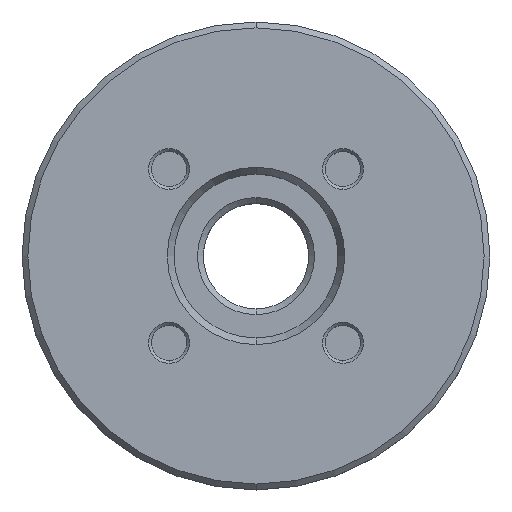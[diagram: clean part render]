
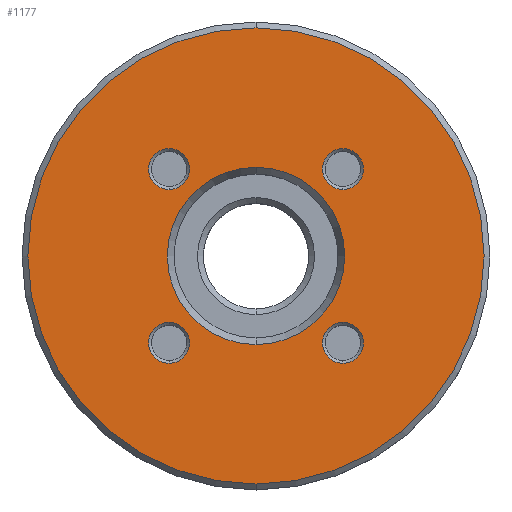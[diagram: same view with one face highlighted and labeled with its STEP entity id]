
A CAD part, top view. The second image highlights one B-rep face of the part: STEP entity #1177.
In plain terms, the highlighted planar face has unit normal (0, 0, 1).
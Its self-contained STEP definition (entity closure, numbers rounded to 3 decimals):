
#1 = EDGE_LOOP ( 'NONE', ( #1211, #323 ) ) ;
#13 = CARTESIAN_POINT ( 'NONE',  ( -14.849, -14.849, 38. ) ) ;
#32 = DIRECTION ( 'NONE',  ( 0., 0., 1. ) ) ;
#34 = CIRCLE ( 'NONE', #966, 3.5 ) ;
#46 = VERTEX_POINT ( 'NONE', #1466 ) ;
#50 = FACE_BOUND ( 'NONE', #118, .T. ) ;
#53 = ORIENTED_EDGE ( 'NONE', *, *, #1460, .T. ) ;
#103 = CARTESIAN_POINT ( 'NONE',  ( 0., 0., 38. ) ) ;
#118 = EDGE_LOOP ( 'NONE', ( #1094, #1496 ) ) ;
#136 = EDGE_CURVE ( 'NONE', #1192, #877, #34, .T. ) ;
#147 = VERTEX_POINT ( 'NONE', #1118 ) ;
#152 = ORIENTED_EDGE ( 'NONE', *, *, #1226, .T. ) ;
#174 = DIRECTION ( 'NONE',  ( 0., 0., -1. ) ) ;
#179 = FACE_BOUND ( 'NONE', #400, .T. ) ;
#238 = VERTEX_POINT ( 'NONE', #523 ) ;
#261 = AXIS2_PLACEMENT_3D ( 'NONE', #710, #1093, #592 ) ;
#274 = CARTESIAN_POINT ( 'NONE',  ( 0., 0., 38. ) ) ;
#300 = FACE_BOUND ( 'NONE', #1397, .T. ) ;
#323 = ORIENTED_EDGE ( 'NONE', *, *, #471, .F. ) ;
#331 = ORIENTED_EDGE ( 'NONE', *, *, #1013, .F. ) ;
#357 = CARTESIAN_POINT ( 'NONE',  ( -14.849, -11.349, 38. ) ) ;
#370 = CARTESIAN_POINT ( 'NONE',  ( 0., 0., 38. ) ) ;
#378 = CIRCLE ( 'NONE', #1253, 3.5 ) ;
#379 = CIRCLE ( 'NONE', #902, 39. ) ;
#386 = DIRECTION ( 'NONE',  ( 0., 0., 1. ) ) ;
#394 = CARTESIAN_POINT ( 'NONE',  ( 0., 0., 38. ) ) ;
#397 = ORIENTED_EDGE ( 'NONE', *, *, #136, .F. ) ;
#400 = EDGE_LOOP ( 'NONE', ( #1418, #331 ) ) ;
#405 = DIRECTION ( 'NONE',  ( 0., -1., 0. ) ) ;
#457 = AXIS2_PLACEMENT_3D ( 'NONE', #394, #386, #879 ) ;
#471 = EDGE_CURVE ( 'NONE', #681, #1087, #1097, .T. ) ;
#479 = AXIS2_PLACEMENT_3D ( 'NONE', #603, #1417, #1181 ) ;
#484 = VERTEX_POINT ( 'NONE', #1075 ) ;
#523 = CARTESIAN_POINT ( 'NONE',  ( 0., -15.155, 38. ) ) ;
#533 = AXIS2_PLACEMENT_3D ( 'NONE', #949, #634, #1309 ) ;
#567 = DIRECTION ( 'NONE',  ( 0., 0., 1. ) ) ;
#584 = CARTESIAN_POINT ( 'NONE',  ( 14.849, -14.849, 38. ) ) ;
#585 = ORIENTED_EDGE ( 'NONE', *, *, #861, .T. ) ;
#592 = DIRECTION ( 'NONE',  ( 0., -1., 0. ) ) ;
#603 = CARTESIAN_POINT ( 'NONE',  ( -14.849, 14.849, 38. ) ) ;
#628 = PLANE ( 'NONE',  #457 ) ;
#634 = DIRECTION ( 'NONE',  ( 0., 0., -1. ) ) ;
#635 = VERTEX_POINT ( 'NONE', #1336 ) ;
#656 = AXIS2_PLACEMENT_3D ( 'NONE', #103, #699, #1172 ) ;
#681 = VERTEX_POINT ( 'NONE', #944 ) ;
#682 = AXIS2_PLACEMENT_3D ( 'NONE', #13, #1310, #717 ) ;
#699 = DIRECTION ( 'NONE',  ( 0., 0., 1. ) ) ;
#706 = AXIS2_PLACEMENT_3D ( 'NONE', #370, #174, #1002 ) ;
#710 = CARTESIAN_POINT ( 'NONE',  ( -14.849, -14.849, 38. ) ) ;
#717 = DIRECTION ( 'NONE',  ( 0., -1., 0. ) ) ;
#720 = DIRECTION ( 'NONE',  ( 0., -1., 0. ) ) ;
#765 = DIRECTION ( 'NONE',  ( 0., -1., 0. ) ) ;
#766 = CARTESIAN_POINT ( 'NONE',  ( 0., 15.155, 38. ) ) ;
#792 = CARTESIAN_POINT ( 'NONE',  ( 14.849, -11.349, 38. ) ) ;
#806 = CIRCLE ( 'NONE', #533, 15.155 ) ;
#813 = DIRECTION ( 'NONE',  ( 0., -1., 0. ) ) ;
#815 = CARTESIAN_POINT ( 'NONE',  ( 14.849, -14.849, 38. ) ) ;
#852 = EDGE_CURVE ( 'NONE', #1326, #147, #1483, .T. ) ;
#861 = EDGE_CURVE ( 'NONE', #635, #46, #972, .T. ) ;
#877 = VERTEX_POINT ( 'NONE', #1027 ) ;
#879 = DIRECTION ( 'NONE',  ( 0., -1., 0. ) ) ;
#887 = FACE_BOUND ( 'NONE', #1, .T. ) ;
#902 = AXIS2_PLACEMENT_3D ( 'NONE', #274, #1486, #405 ) ;
#936 = ORIENTED_EDGE ( 'NONE', *, *, #1134, .T. ) ;
#944 = CARTESIAN_POINT ( 'NONE',  ( 14.849, 18.349, 38. ) ) ;
#945 = CIRCLE ( 'NONE', #479, 3.5 ) ;
#949 = CARTESIAN_POINT ( 'NONE',  ( 0., 0., 38. ) ) ;
#966 = AXIS2_PLACEMENT_3D ( 'NONE', #988, #32, #765 ) ;
#972 = CIRCLE ( 'NONE', #656, 39. ) ;
#982 = CARTESIAN_POINT ( 'NONE',  ( -14.849, 11.349, 38. ) ) ;
#988 = CARTESIAN_POINT ( 'NONE',  ( -14.849, 14.849, 38. ) ) ;
#999 = CIRCLE ( 'NONE', #261, 3.5 ) ;
#1001 = AXIS2_PLACEMENT_3D ( 'NONE', #1410, #567, #813 ) ;
#1002 = DIRECTION ( 'NONE',  ( 0., -1., 0. ) ) ;
#1006 = EDGE_CURVE ( 'NONE', #877, #1192, #945, .T. ) ;
#1013 = EDGE_CURVE ( 'NONE', #1041, #484, #1353, .T. ) ;
#1024 = EDGE_CURVE ( 'NONE', #147, #1326, #378, .T. ) ;
#1027 = CARTESIAN_POINT ( 'NONE',  ( -14.849, 18.349, 38. ) ) ;
#1041 = VERTEX_POINT ( 'NONE', #357 ) ;
#1054 = DIRECTION ( 'NONE',  ( 0., -1., 0. ) ) ;
#1075 = CARTESIAN_POINT ( 'NONE',  ( -14.849, -18.349, 38. ) ) ;
#1087 = VERTEX_POINT ( 'NONE', #1303 ) ;
#1090 = EDGE_CURVE ( 'NONE', #484, #1041, #999, .T. ) ;
#1093 = DIRECTION ( 'NONE',  ( 0., 0., 1. ) ) ;
#1094 = ORIENTED_EDGE ( 'NONE', *, *, #1024, .F. ) ;
#1097 = CIRCLE ( 'NONE', #1401, 3.5 ) ;
#1102 = CIRCLE ( 'NONE', #706, 15.155 ) ;
#1118 = CARTESIAN_POINT ( 'NONE',  ( 14.849, -18.349, 38. ) ) ;
#1124 = EDGE_LOOP ( 'NONE', ( #585, #152 ) ) ;
#1134 = EDGE_CURVE ( 'NONE', #1247, #238, #1102, .T. ) ;
#1163 = DIRECTION ( 'NONE',  ( 0., 0., 1. ) ) ;
#1172 = DIRECTION ( 'NONE',  ( 0., -1., 0. ) ) ;
#1174 = CIRCLE ( 'NONE', #1001, 3.5 ) ;
#1177 = ADVANCED_FACE ( 'NONE', ( #1366, #1246, #300, #179, #50, #887 ), #628, .T. ) ;
#1181 = DIRECTION ( 'NONE',  ( 0., -1., 0. ) ) ;
#1192 = VERTEX_POINT ( 'NONE', #982 ) ;
#1210 = DIRECTION ( 'NONE',  ( 0., -1., 0. ) ) ;
#1211 = ORIENTED_EDGE ( 'NONE', *, *, #1408, .F. ) ;
#1224 = AXIS2_PLACEMENT_3D ( 'NONE', #815, #1294, #1054 ) ;
#1226 = EDGE_CURVE ( 'NONE', #46, #635, #379, .T. ) ;
#1241 = EDGE_LOOP ( 'NONE', ( #53, #936 ) ) ;
#1246 = FACE_OUTER_BOUND ( 'NONE', #1124, .T. ) ;
#1247 = VERTEX_POINT ( 'NONE', #766 ) ;
#1253 = AXIS2_PLACEMENT_3D ( 'NONE', #584, #1427, #1210 ) ;
#1284 = CARTESIAN_POINT ( 'NONE',  ( 14.849, 14.849, 38. ) ) ;
#1294 = DIRECTION ( 'NONE',  ( 0., 0., 1. ) ) ;
#1303 = CARTESIAN_POINT ( 'NONE',  ( 14.849, 11.349, 38. ) ) ;
#1309 = DIRECTION ( 'NONE',  ( 0., -1., 0. ) ) ;
#1310 = DIRECTION ( 'NONE',  ( 0., 0., 1. ) ) ;
#1326 = VERTEX_POINT ( 'NONE', #792 ) ;
#1336 = CARTESIAN_POINT ( 'NONE',  ( 0., 39., 38. ) ) ;
#1353 = CIRCLE ( 'NONE', #682, 3.5 ) ;
#1366 = FACE_BOUND ( 'NONE', #1241, .T. ) ;
#1374 = ORIENTED_EDGE ( 'NONE', *, *, #1006, .F. ) ;
#1397 = EDGE_LOOP ( 'NONE', ( #397, #1374 ) ) ;
#1401 = AXIS2_PLACEMENT_3D ( 'NONE', #1284, #1163, #720 ) ;
#1408 = EDGE_CURVE ( 'NONE', #1087, #681, #1174, .T. ) ;
#1410 = CARTESIAN_POINT ( 'NONE',  ( 14.849, 14.849, 38. ) ) ;
#1417 = DIRECTION ( 'NONE',  ( 0., 0., 1. ) ) ;
#1418 = ORIENTED_EDGE ( 'NONE', *, *, #1090, .F. ) ;
#1427 = DIRECTION ( 'NONE',  ( 0., 0., 1. ) ) ;
#1460 = EDGE_CURVE ( 'NONE', #238, #1247, #806, .T. ) ;
#1466 = CARTESIAN_POINT ( 'NONE',  ( 0., -39., 38. ) ) ;
#1483 = CIRCLE ( 'NONE', #1224, 3.5 ) ;
#1486 = DIRECTION ( 'NONE',  ( 0., 0., 1. ) ) ;
#1496 = ORIENTED_EDGE ( 'NONE', *, *, #852, .F. ) ;
